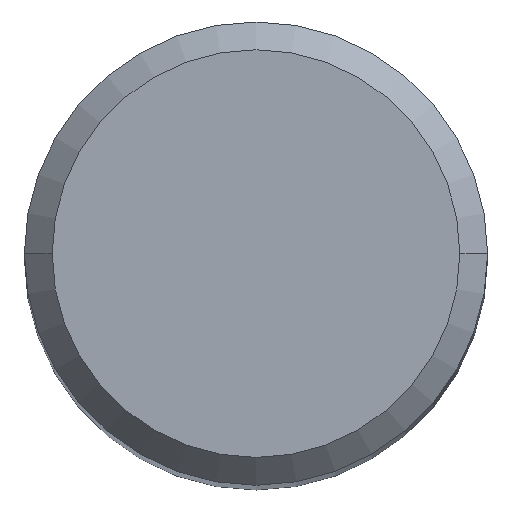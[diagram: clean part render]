
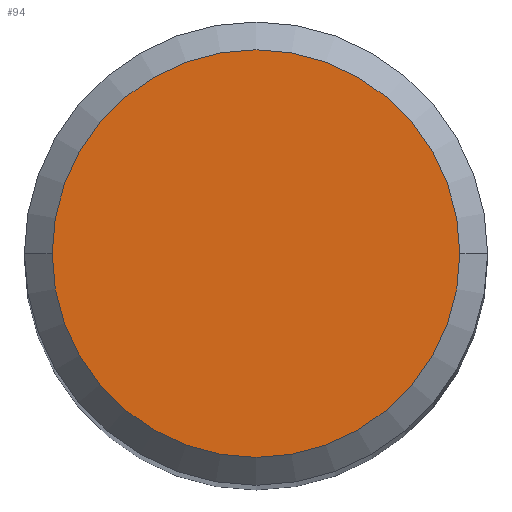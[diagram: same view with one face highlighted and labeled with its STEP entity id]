
A CAD part, top view. The second image highlights one B-rep face of the part: STEP entity #94.
In plain terms, the highlighted planar face has unit normal (0, 0, 1).
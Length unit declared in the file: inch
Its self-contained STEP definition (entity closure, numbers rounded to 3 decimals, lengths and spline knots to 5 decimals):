
#29 = DIRECTION ( 'NONE',  ( 1., 0., 0. ) ) ;
#31 = FACE_OUTER_BOUND ( 'NONE', #181, .T. ) ;
#34 = DIRECTION ( 'NONE',  ( 1., 0., 0. ) ) ;
#37 = DIRECTION ( 'NONE',  ( 0., 0., 1. ) ) ;
#52 = VERTEX_POINT ( 'NONE', #221 ) ;
#66 = AXIS2_PLACEMENT_3D ( 'NONE', #196, #171, #29 ) ;
#67 = AXIS2_PLACEMENT_3D ( 'NONE', #122, #37, #207 ) ;
#94 = ADVANCED_FACE ( 'NONE', ( #31 ), #266, .T. ) ;
#111 = CARTESIAN_POINT ( 'NONE',  ( 0., 0., 2. ) ) ;
#122 = CARTESIAN_POINT ( 'NONE',  ( 0., 0., 2. ) ) ;
#124 = EDGE_CURVE ( 'NONE', #52, #204, #212, .T. ) ;
#133 = DIRECTION ( 'NONE',  ( 0., 0., 1. ) ) ;
#146 = EDGE_CURVE ( 'NONE', #204, #52, #243, .T. ) ;
#161 = ORIENTED_EDGE ( 'NONE', *, *, #146, .T. ) ;
#171 = DIRECTION ( 'NONE',  ( 0., 0., 1. ) ) ;
#181 = EDGE_LOOP ( 'NONE', ( #161, #201 ) ) ;
#196 = CARTESIAN_POINT ( 'NONE',  ( 0., 0., 2. ) ) ;
#199 = AXIS2_PLACEMENT_3D ( 'NONE', #111, #133, #34 ) ;
#201 = ORIENTED_EDGE ( 'NONE', *, *, #124, .T. ) ;
#204 = VERTEX_POINT ( 'NONE', #298 ) ;
#207 = DIRECTION ( 'NONE',  ( 1., 0., 0. ) ) ;
#212 = CIRCLE ( 'NONE', #66, 0.11 ) ;
#221 = CARTESIAN_POINT ( 'NONE',  ( 0.11, 0., 2. ) ) ;
#243 = CIRCLE ( 'NONE', #67, 0.11 ) ;
#266 = PLANE ( 'NONE',  #199 ) ;
#298 = CARTESIAN_POINT ( 'NONE',  ( -0.11, 0., 2. ) ) ;
